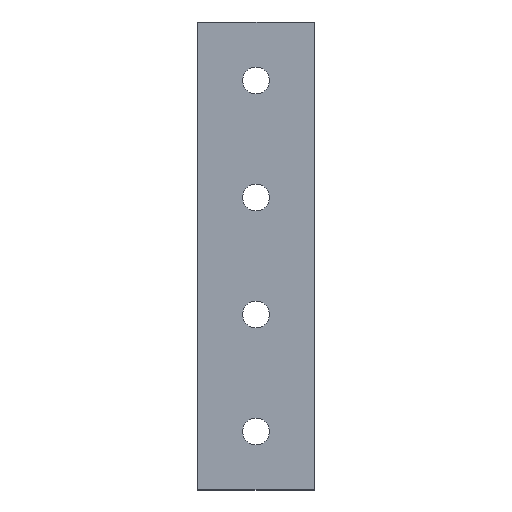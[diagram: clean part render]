
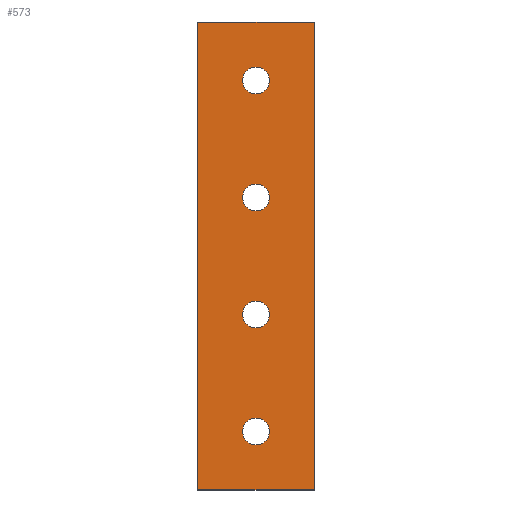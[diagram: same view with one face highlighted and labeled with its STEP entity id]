
A CAD part, top view. The second image highlights one B-rep face of the part: STEP entity #573.
In plain terms, the highlighted planar face has unit normal (0, 0, 1).
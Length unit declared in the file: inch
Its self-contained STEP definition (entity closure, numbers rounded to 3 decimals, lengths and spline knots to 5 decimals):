
#137=CARTESIAN_POINT('',(0.,1.67188,0.25));
#138=VERTEX_POINT('',#137);
#154=CARTESIAN_POINT('',(0.,1.32813,0.25));
#155=VERTEX_POINT('',#154);
#162=CARTESIAN_POINT('',(0.,1.5,0.25));
#163=DIRECTION('',(0.0,0.0,-1.0));
#164=DIRECTION('',(0.0,1.0,0.0));
#165=AXIS2_PLACEMENT_3D('',#162,#163,#164);
#166=CIRCLE('',#165,0.17188);
#167=EDGE_CURVE('',#138,#155,#166,.T.);
#179=CARTESIAN_POINT('',(0.,3.17188,0.25));
#180=VERTEX_POINT('',#179);
#196=CARTESIAN_POINT('',(0.,2.82813,0.25));
#197=VERTEX_POINT('',#196);
#204=CARTESIAN_POINT('',(0.,3.,0.25));
#205=DIRECTION('',(0.0,0.0,-1.0));
#206=DIRECTION('',(0.0,1.0,0.0));
#207=AXIS2_PLACEMENT_3D('',#204,#205,#206);
#208=CIRCLE('',#207,0.17188);
#209=EDGE_CURVE('',#180,#197,#208,.T.);
#221=CARTESIAN_POINT('',(0.,4.67188,0.25));
#222=VERTEX_POINT('',#221);
#238=CARTESIAN_POINT('',(0.,4.32813,0.25));
#239=VERTEX_POINT('',#238);
#246=CARTESIAN_POINT('',(0.,4.5,0.25));
#247=DIRECTION('',(0.0,0.0,-1.0));
#248=DIRECTION('',(0.0,1.0,0.0));
#249=AXIS2_PLACEMENT_3D('',#246,#247,#248);
#250=CIRCLE('',#249,0.17188);
#251=EDGE_CURVE('',#222,#239,#250,.T.);
#263=CARTESIAN_POINT('',(0.,0.17188,0.25));
#264=VERTEX_POINT('',#263);
#280=CARTESIAN_POINT('',(0.,-0.17188,0.25));
#281=VERTEX_POINT('',#280);
#288=CARTESIAN_POINT('',(0.0,0.0,0.25));
#289=DIRECTION('',(0.0,0.0,-1.0));
#290=DIRECTION('',(0.0,1.0,0.0));
#291=AXIS2_PLACEMENT_3D('',#288,#289,#290);
#292=CIRCLE('',#291,0.17188);
#293=EDGE_CURVE('',#264,#281,#292,.T.);
#304=CARTESIAN_POINT('',(0.0,0.0,0.25));
#305=DIRECTION('',(0.0,0.0,-1.0));
#306=DIRECTION('',(0.0,1.0,0.0));
#307=AXIS2_PLACEMENT_3D('',#304,#305,#306);
#308=CIRCLE('',#307,0.17188);
#309=EDGE_CURVE('',#281,#264,#308,.T.);
#328=CARTESIAN_POINT('',(0.,4.5,0.25));
#329=DIRECTION('',(0.0,0.0,-1.0));
#330=DIRECTION('',(0.0,1.0,0.0));
#331=AXIS2_PLACEMENT_3D('',#328,#329,#330);
#332=CIRCLE('',#331,0.17188);
#333=EDGE_CURVE('',#239,#222,#332,.T.);
#352=CARTESIAN_POINT('',(0.,3.,0.25));
#353=DIRECTION('',(0.0,0.0,-1.0));
#354=DIRECTION('',(0.0,1.0,0.0));
#355=AXIS2_PLACEMENT_3D('',#352,#353,#354);
#356=CIRCLE('',#355,0.17188);
#357=EDGE_CURVE('',#197,#180,#356,.T.);
#376=CARTESIAN_POINT('',(0.,1.5,0.25));
#377=DIRECTION('',(0.0,0.0,-1.0));
#378=DIRECTION('',(0.0,1.0,0.0));
#379=AXIS2_PLACEMENT_3D('',#376,#377,#378);
#380=CIRCLE('',#379,0.17188);
#381=EDGE_CURVE('',#155,#138,#380,.T.);
#399=CARTESIAN_POINT('',(-0.745,5.25,0.25));
#400=VERTEX_POINT('',#399);
#401=CARTESIAN_POINT('',(0.745,5.25,0.25));
#402=VERTEX_POINT('',#401);
#403=CARTESIAN_POINT('',(-0.745,5.25,0.25));
#404=DIRECTION('',(1.0,0.0,0.0));
#405=VECTOR('',#404,1.49);
#406=LINE('',#403,#405);
#407=EDGE_CURVE('',#400,#402,#406,.T.);
#439=CARTESIAN_POINT('',(0.745,-0.75,0.25));
#440=VERTEX_POINT('',#439);
#441=CARTESIAN_POINT('',(0.745,5.25,0.25));
#442=DIRECTION('',(0.0,-1.0,0.0));
#443=VECTOR('',#442,6.0);
#444=LINE('',#441,#443);
#445=EDGE_CURVE('',#402,#440,#444,.T.);
#470=CARTESIAN_POINT('',(-0.745,-0.75,0.25));
#471=VERTEX_POINT('',#470);
#472=CARTESIAN_POINT('',(0.745,-0.75,0.25));
#473=DIRECTION('',(-1.0,0.0,0.0));
#474=VECTOR('',#473,1.49);
#475=LINE('',#472,#474);
#476=EDGE_CURVE('',#440,#471,#475,.T.);
#501=CARTESIAN_POINT('',(-0.745,-0.75,0.25));
#502=DIRECTION('',(0.0,1.0,0.0));
#503=VECTOR('',#502,6.0);
#504=LINE('',#501,#503);
#505=EDGE_CURVE('',#471,#400,#504,.T.);
#546=CARTESIAN_POINT('',(-0.745,5.25,0.25));
#547=DIRECTION('',(0.0,0.0,-1.0));
#548=DIRECTION('',(-1.0,0.0,0.0));
#549=AXIS2_PLACEMENT_3D('',#546,#547,#548);
#550=PLANE('',#549);
#551=ORIENTED_EDGE('',*,*,#407,.F.);
#552=ORIENTED_EDGE('',*,*,#505,.F.);
#553=ORIENTED_EDGE('',*,*,#476,.F.);
#554=ORIENTED_EDGE('',*,*,#445,.F.);
#555=EDGE_LOOP('',(#551,#552,#553,#554));
#556=FACE_OUTER_BOUND('',#555,.T.);
#557=ORIENTED_EDGE('',*,*,#293,.T.);
#558=ORIENTED_EDGE('',*,*,#309,.T.);
#559=EDGE_LOOP('',(#557,#558));
#560=FACE_BOUND('',#559,.T.);
#561=ORIENTED_EDGE('',*,*,#251,.T.);
#562=ORIENTED_EDGE('',*,*,#333,.T.);
#563=EDGE_LOOP('',(#561,#562));
#564=FACE_BOUND('',#563,.T.);
#565=ORIENTED_EDGE('',*,*,#209,.T.);
#566=ORIENTED_EDGE('',*,*,#357,.T.);
#567=EDGE_LOOP('',(#565,#566));
#568=FACE_BOUND('',#567,.T.);
#569=ORIENTED_EDGE('',*,*,#167,.T.);
#570=ORIENTED_EDGE('',*,*,#381,.T.);
#571=EDGE_LOOP('',(#569,#570));
#572=FACE_BOUND('',#571,.T.);
#573=ADVANCED_FACE('',(#556,#560,#564,#568,#572),#550,.F.);
